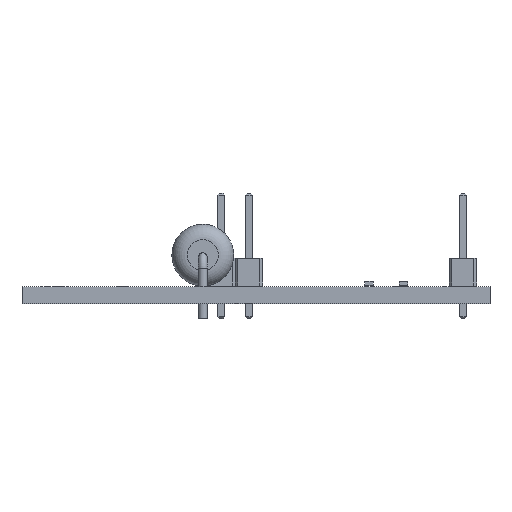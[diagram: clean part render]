
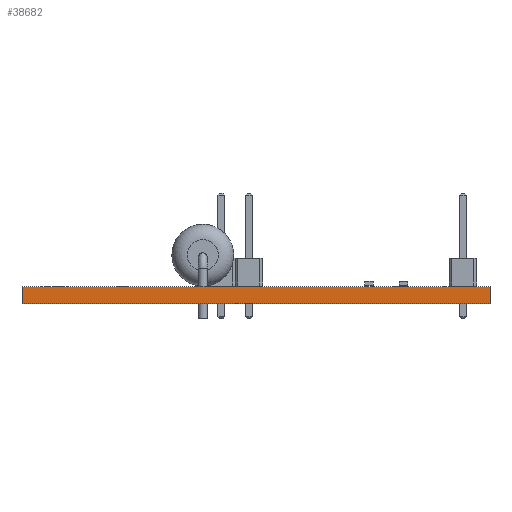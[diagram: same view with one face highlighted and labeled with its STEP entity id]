
A CAD part, front view. The second image highlights one B-rep face of the part: STEP entity #38682.
In plain terms, the highlighted planar face has unit normal (0, -1, 0).
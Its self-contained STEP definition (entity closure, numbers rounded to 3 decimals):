
#38682 = ADVANCED_FACE('',(#38683),#38697,.T.);
#38683 = FACE_BOUND('',#38684,.T.);
#38684 = EDGE_LOOP('',(#38685,#38720,#38748,#38776));
#38685 = ORIENTED_EDGE('',*,*,#38686,.T.);
#38686 = EDGE_CURVE('',#38687,#38689,#38691,.T.);
#38687 = VERTEX_POINT('',#38688);
#38688 = CARTESIAN_POINT('',(133.7,-137.16,0.));
#38689 = VERTEX_POINT('',#38690);
#38690 = CARTESIAN_POINT('',(133.7,-137.16,1.6));
#38691 = SURFACE_CURVE('',#38692,(#38696,#38708),.PCURVE_S1.);
#38692 = LINE('',#38693,#38694);
#38693 = CARTESIAN_POINT('',(133.7,-137.16,0.));
#38694 = VECTOR('',#38695,1.);
#38695 = DIRECTION('',(0.,0.,1.));
#38696 = PCURVE('',#38697,#38702);
#38697 = PLANE('',#38698);
#38698 = AXIS2_PLACEMENT_3D('',#38699,#38700,#38701);
#38699 = CARTESIAN_POINT('',(133.7,-137.16,0.));
#38700 = DIRECTION('',(0.,-1.,0.));
#38701 = DIRECTION('',(-1.,0.,0.));
#38702 = DEFINITIONAL_REPRESENTATION('',(#38703),#38707);
#38703 = LINE('',#38704,#38705);
#38704 = CARTESIAN_POINT('',(0.,-0.));
#38705 = VECTOR('',#38706,1.);
#38706 = DIRECTION('',(0.,-1.));
#38707 = ( GEOMETRIC_REPRESENTATION_CONTEXT(2) 
PARAMETRIC_REPRESENTATION_CONTEXT() REPRESENTATION_CONTEXT('2D SPACE',''
  ) );
#38708 = PCURVE('',#38709,#38714);
#38709 = PLANE('',#38710);
#38710 = AXIS2_PLACEMENT_3D('',#38711,#38712,#38713);
#38711 = CARTESIAN_POINT('',(133.7,-73.66,0.));
#38712 = DIRECTION('',(1.,0.,-0.));
#38713 = DIRECTION('',(0.,-1.,0.));
#38714 = DEFINITIONAL_REPRESENTATION('',(#38715),#38719);
#38715 = LINE('',#38716,#38717);
#38716 = CARTESIAN_POINT('',(63.5,0.));
#38717 = VECTOR('',#38718,1.);
#38718 = DIRECTION('',(0.,-1.));
#38719 = ( GEOMETRIC_REPRESENTATION_CONTEXT(2) 
PARAMETRIC_REPRESENTATION_CONTEXT() REPRESENTATION_CONTEXT('2D SPACE',''
  ) );
#38720 = ORIENTED_EDGE('',*,*,#38721,.T.);
#38721 = EDGE_CURVE('',#38689,#38722,#38724,.T.);
#38722 = VERTEX_POINT('',#38723);
#38723 = CARTESIAN_POINT('',(90.6,-137.16,1.6));
#38724 = SURFACE_CURVE('',#38725,(#38729,#38736),.PCURVE_S1.);
#38725 = LINE('',#38726,#38727);
#38726 = CARTESIAN_POINT('',(133.7,-137.16,1.6));
#38727 = VECTOR('',#38728,1.);
#38728 = DIRECTION('',(-1.,0.,0.));
#38729 = PCURVE('',#38697,#38730);
#38730 = DEFINITIONAL_REPRESENTATION('',(#38731),#38735);
#38731 = LINE('',#38732,#38733);
#38732 = CARTESIAN_POINT('',(0.,-1.6));
#38733 = VECTOR('',#38734,1.);
#38734 = DIRECTION('',(1.,0.));
#38735 = ( GEOMETRIC_REPRESENTATION_CONTEXT(2) 
PARAMETRIC_REPRESENTATION_CONTEXT() REPRESENTATION_CONTEXT('2D SPACE',''
  ) );
#38736 = PCURVE('',#38737,#38742);
#38737 = PLANE('',#38738);
#38738 = AXIS2_PLACEMENT_3D('',#38739,#38740,#38741);
#38739 = CARTESIAN_POINT('',(112.15,-105.41,1.6));
#38740 = DIRECTION('',(-0.,-0.,-1.));
#38741 = DIRECTION('',(-1.,0.,0.));
#38742 = DEFINITIONAL_REPRESENTATION('',(#38743),#38747);
#38743 = LINE('',#38744,#38745);
#38744 = CARTESIAN_POINT('',(-21.55,-31.75));
#38745 = VECTOR('',#38746,1.);
#38746 = DIRECTION('',(1.,0.));
#38747 = ( GEOMETRIC_REPRESENTATION_CONTEXT(2) 
PARAMETRIC_REPRESENTATION_CONTEXT() REPRESENTATION_CONTEXT('2D SPACE',''
  ) );
#38748 = ORIENTED_EDGE('',*,*,#38749,.F.);
#38749 = EDGE_CURVE('',#38750,#38722,#38752,.T.);
#38750 = VERTEX_POINT('',#38751);
#38751 = CARTESIAN_POINT('',(90.6,-137.16,0.));
#38752 = SURFACE_CURVE('',#38753,(#38757,#38764),.PCURVE_S1.);
#38753 = LINE('',#38754,#38755);
#38754 = CARTESIAN_POINT('',(90.6,-137.16,0.));
#38755 = VECTOR('',#38756,1.);
#38756 = DIRECTION('',(0.,0.,1.));
#38757 = PCURVE('',#38697,#38758);
#38758 = DEFINITIONAL_REPRESENTATION('',(#38759),#38763);
#38759 = LINE('',#38760,#38761);
#38760 = CARTESIAN_POINT('',(43.1,0.));
#38761 = VECTOR('',#38762,1.);
#38762 = DIRECTION('',(0.,-1.));
#38763 = ( GEOMETRIC_REPRESENTATION_CONTEXT(2) 
PARAMETRIC_REPRESENTATION_CONTEXT() REPRESENTATION_CONTEXT('2D SPACE',''
  ) );
#38764 = PCURVE('',#38765,#38770);
#38765 = PLANE('',#38766);
#38766 = AXIS2_PLACEMENT_3D('',#38767,#38768,#38769);
#38767 = CARTESIAN_POINT('',(90.6,-137.16,0.));
#38768 = DIRECTION('',(-1.,0.,0.));
#38769 = DIRECTION('',(0.,1.,0.));
#38770 = DEFINITIONAL_REPRESENTATION('',(#38771),#38775);
#38771 = LINE('',#38772,#38773);
#38772 = CARTESIAN_POINT('',(0.,0.));
#38773 = VECTOR('',#38774,1.);
#38774 = DIRECTION('',(0.,-1.));
#38775 = ( GEOMETRIC_REPRESENTATION_CONTEXT(2) 
PARAMETRIC_REPRESENTATION_CONTEXT() REPRESENTATION_CONTEXT('2D SPACE',''
  ) );
#38776 = ORIENTED_EDGE('',*,*,#38777,.F.);
#38777 = EDGE_CURVE('',#38687,#38750,#38778,.T.);
#38778 = SURFACE_CURVE('',#38779,(#38783,#38790),.PCURVE_S1.);
#38779 = LINE('',#38780,#38781);
#38780 = CARTESIAN_POINT('',(133.7,-137.16,0.));
#38781 = VECTOR('',#38782,1.);
#38782 = DIRECTION('',(-1.,0.,0.));
#38783 = PCURVE('',#38697,#38784);
#38784 = DEFINITIONAL_REPRESENTATION('',(#38785),#38789);
#38785 = LINE('',#38786,#38787);
#38786 = CARTESIAN_POINT('',(0.,-0.));
#38787 = VECTOR('',#38788,1.);
#38788 = DIRECTION('',(1.,0.));
#38789 = ( GEOMETRIC_REPRESENTATION_CONTEXT(2) 
PARAMETRIC_REPRESENTATION_CONTEXT() REPRESENTATION_CONTEXT('2D SPACE',''
  ) );
#38790 = PCURVE('',#38791,#38796);
#38791 = PLANE('',#38792);
#38792 = AXIS2_PLACEMENT_3D('',#38793,#38794,#38795);
#38793 = CARTESIAN_POINT('',(112.15,-105.41,0.));
#38794 = DIRECTION('',(-0.,-0.,-1.));
#38795 = DIRECTION('',(-1.,0.,0.));
#38796 = DEFINITIONAL_REPRESENTATION('',(#38797),#38801);
#38797 = LINE('',#38798,#38799);
#38798 = CARTESIAN_POINT('',(-21.55,-31.75));
#38799 = VECTOR('',#38800,1.);
#38800 = DIRECTION('',(1.,0.));
#38801 = ( GEOMETRIC_REPRESENTATION_CONTEXT(2) 
PARAMETRIC_REPRESENTATION_CONTEXT() REPRESENTATION_CONTEXT('2D SPACE',''
  ) );
